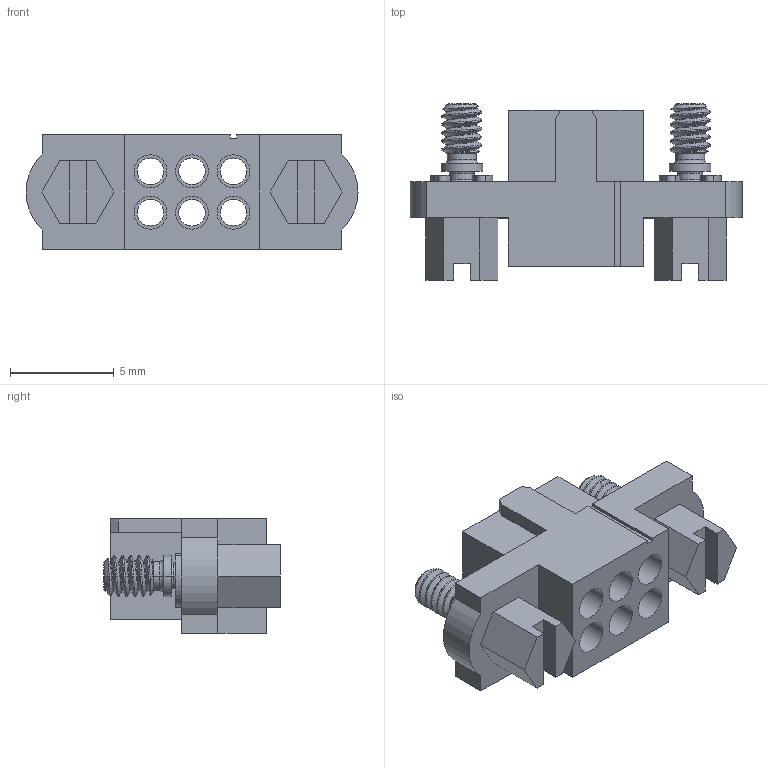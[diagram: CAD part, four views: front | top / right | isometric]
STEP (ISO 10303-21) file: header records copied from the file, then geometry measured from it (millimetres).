
FILE_DESCRIPTION((''),'2;1');
FILE_NAME('M80-4130698_ASM','2018-02-16T14:18:36',('wpreston'),(''),'CREO PARAMETRIC BY PTC INC, 2016510','CREO PARAMETRIC BY PTC INC, 2016510','');
FILE_SCHEMA(('CONFIG_CONTROL_DESIGN','SHAPE_APPEARANCE_LAYERS_GROUPS'));
Length unit declared in the file: millimetre
Products named in the file (4): M80-2620698; M80-214; M80-215; M80-4130698_ASM
Assembly tree (5 placements, depth 2):
  M80-4130698_ASM
    M80-2620698
    M80-214  x2
    M80-215  x2
Bounding box: 16 x 8.5 x 5.5 mm (x, y, z)
Volume: 302.3 mm3; surface area: 808.9 mm2
Topology: 5 solids, 7 shells, 242 faces, 606 edges, 388 vertices
Faces by surface type: cylinder 114, plane 80, cone 20, torus 16, bspline 12
Entity records: 7867 total; most frequent: CARTESIAN_POINT 2477, DIRECTION 873, ORIENTED_EDGE 812, PRESENTATION_STYLE_ASSIGNMENT 412, STYLED_ITEM 412, CURVE_STYLE 408, EDGE_CURVE 408, AXIS2_PLACEMENT_3D 328
